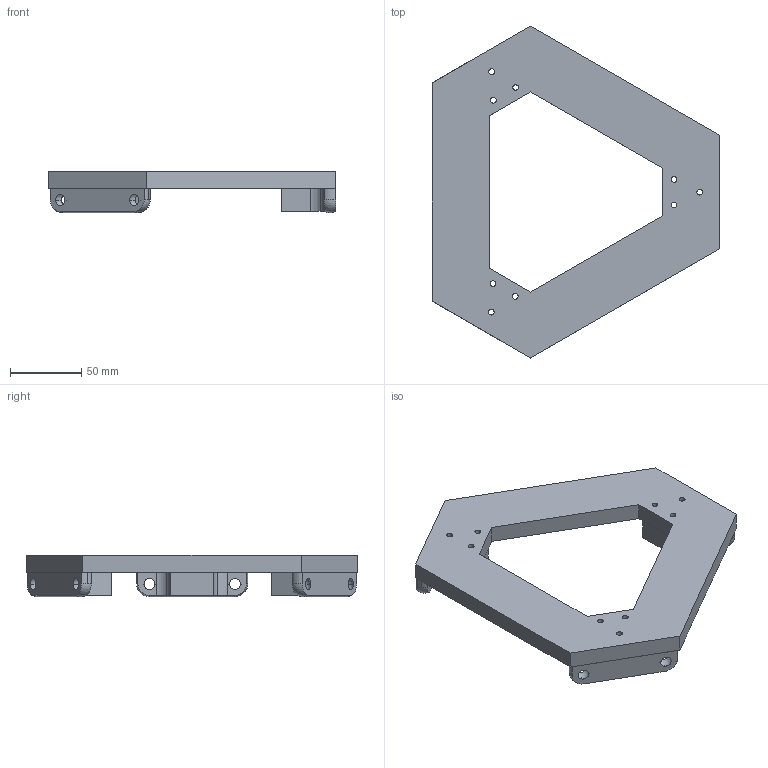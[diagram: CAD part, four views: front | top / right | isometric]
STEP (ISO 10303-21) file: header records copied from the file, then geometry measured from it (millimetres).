
FILE_DESCRIPTION (( 'STEP AP203' ), '1' );
FILE_NAME ('Up Plate+Mount.STEP', '2019-12-01T22:16:07', ( '' ), ( '' ), 'SwSTEP 2.0', 'SolidWorks 2019', '' );
FILE_SCHEMA (( 'CONFIG_CONTROL_DESIGN' ));
Length unit declared in the file: millimetre
Products named in the file (3): Upper Mount v2; Up Plate+Mount; Platform om
Assembly tree (4 placements, depth 2):
  Up Plate+Mount
    Platform om
    Upper Mount v2  x3
Bounding box: 201.66 x 232.85 x 29.23 mm (x, y, z)
Volume: 338551.7 mm3; surface area: 81982.5 mm2
Topology: 4 solids, 4 shells, 122 faces, 393 edges, 261 vertices
Faces by surface type: cylinder 60, plane 44, sphere 18
Entity records: 2491 total; most frequent: DIRECTION 400, CARTESIAN_POINT 363, ORIENTED_EDGE 352, EDGE_CURVE 176, AXIS2_PLACEMENT_3D 155, VERTEX_POINT 118, EDGE_LOOP 92, VECTOR 90
